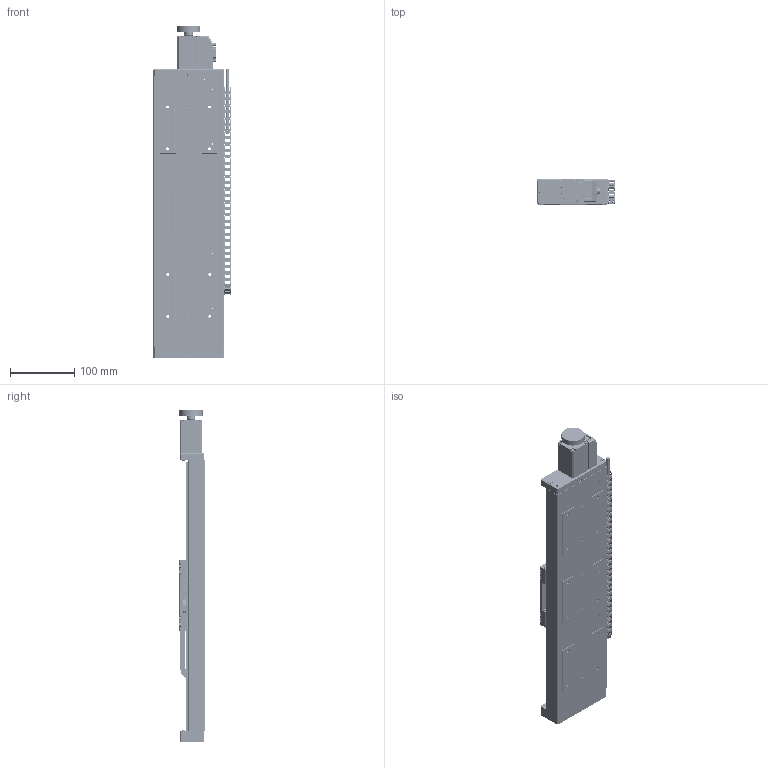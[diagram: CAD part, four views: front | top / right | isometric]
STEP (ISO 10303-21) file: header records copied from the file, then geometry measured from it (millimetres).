
FILE_DESCRIPTION (( 'STEP AP214' ), '1' );
FILE_NAME ('PPS-110-23X10.STEP', '2023-03-02T23:30:43', ( '' ), ( '' ), 'SwSTEP 2.0', 'SolidWorks 2020', '' );
FILE_SCHEMA (( 'AUTOMOTIVE_DESIGN' ));
Length unit declared in the file: millimetre
Products named in the file (62): 44; 27; 51; 39; 40; 30; PPS-110 Carriage Demo Assembly_2022_Stepper Motor Carriage (Ball Screw); 4; 47; Screw, SHCS-L, M-DIN_M3 x 0.5 x 06mm; 1; 430714 PPS-110, Carriage Cable Cover; 38; PPS-110 Base Demo Assembly_2022_300mm Travel Stepper Motor ; 56; 110194 Stepper Motor, Size 14, Oriental Motors PKP235D08B-L; 31; 110006-109 Connector D-sub Male SC; 53; 54; RubberBall; 57; 52; 42; 130242 Bearing, Slide Rail, PPS-110 (SEBS9B Slide); Clean Damper D4CL-5.0F; 32; 25; 26; Screw, SHCS-S, M-DIN._M3 x 0.5 x 18mm; 36; 29; 2; 33; 430865 PPS-110, End Plate, Motor Side, No Cover, Stepper Motor_Without Cover; 45; 430866 PPS-110, End Plate, Bearing Side, No Cover, Stepper Motor_Without cover; 48; 3; PPS-110, Base, Master Part_300mm Stepper & Peizo ...
Assembly tree (150 placements, depth 3):
  PPS-110-23X10
    PPS-110 Base Demo Assembly_2022_300mm Travel Stepper Motor 
      PPS-110, Base, Master Part_300mm Stepper & Peizo
      Screw, SHCS-S, M-DIN._M3 x 0.5 x 08mm  x42
      130242 Bearing, Slide Rail, PPS-110 (SEBS9B Track)_300mm  x2
      RubberBall  x4
      430866 PPS-110, End Plate, Bearing Side, No Cover, Stepper Motor_Without cover
      Screw, SHCS-S, M-DIN._M3 x 0.5 x 18mm  x4
      430865 PPS-110, End Plate, Motor Side, No Cover, Stepper Motor_Without Cover
      Screw, SHCS-S, M-DIN._M3 x 0.5 x 12mm  x10
      110194 Stepper Motor, Size 14, Oriental Motors PKP235D08B-L
      430750 PPS-110 External Motor cover
      Clean Damper D4CL-5.0F
      110006-109 Connector D-sub Male SC
      130008 D-sub Standoff  x2
    PPS-110 Carriage Demo Assembly_2022_Stepper Motor Carriage (Ball Screw)
      430710 PPS-110, Carriage, L110, Linear and Stepper Motor
      430714 PPS-110, Carriage Cable Cover
      SCREW, MS-PPH, M-JCIS 1_M1.6 x 0.35 x 3mm  x10
      130242 Bearing, Slide Rail, PPS-110 (SEBS9B Slide)  x4
      Screw, SHCS-L, M-DIN_M3 x 0.5 x 06mm  x16
    IGUS E3-3 7w 15br_300mm
      1
      2
      3
      4
      5
      24
      25
      26
      27
      28
      29
      30
      31
      32
      33
      34
      35
      36
      37
      38
      39
      40
      41
      42
      43
      44
      45
      46
      47
      48
      53
      49
      50
      51
      52
      54
      55
      56
Bounding box: 120.95 x 40 x 515 mm (x, y, z)
Volume: 951592.3 mm3; surface area: 317992.2 mm2
Topology: 147 solids, 147 shells, 6882 faces, 16629 edges, 10334 vertices
Faces by surface type: plane 3458, cylinder 2176, torus 674, cone 550, bspline 16, sphere 8
Entity records: 143406 total; most frequent: DIRECTION 21242, CARTESIAN_POINT 20904, ORIENTED_EDGE 19502, EDGE_CURVE 9751, AXIS2_PLACEMENT_3D 7591, VERTEX_POINT 6331, LINE 6060, VECTOR 6060
